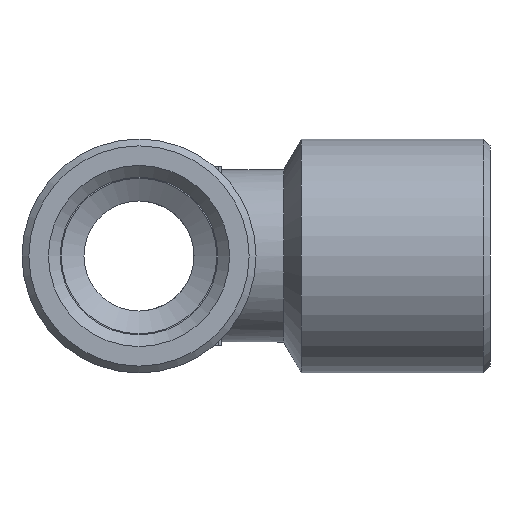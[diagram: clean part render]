
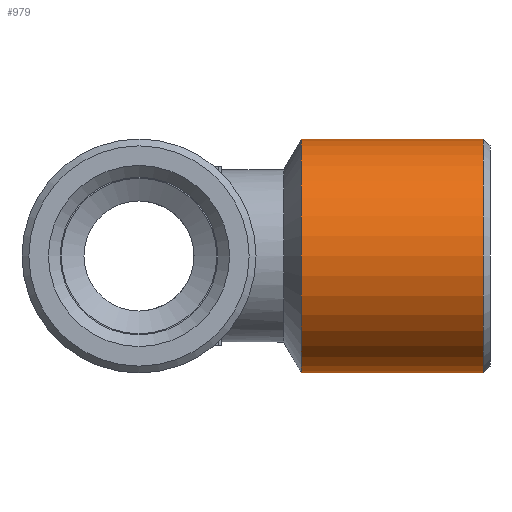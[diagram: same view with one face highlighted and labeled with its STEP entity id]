
A CAD part, left-side view. The second image highlights one B-rep face of the part: STEP entity #979.
In plain terms, the highlighted cylindrical face has radius 8.5 mm (diameter 17 mm), a full revolution.
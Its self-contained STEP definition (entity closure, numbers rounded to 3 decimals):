
#198=CIRCLE('',#1067,8.5);
#199=CIRCLE('',#1069,8.5);
#268=ORIENTED_EDGE('',*,*,#535,.F.);
#269=ORIENTED_EDGE('',*,*,#534,.T.);
#534=EDGE_CURVE('',#668,#668,#198,.T.);
#535=EDGE_CURVE('',#669,#669,#199,.T.);
#668=VERTEX_POINT('',#1550);
#669=VERTEX_POINT('',#1553);
#758=EDGE_LOOP('',(#268));
#759=EDGE_LOOP('',(#269));
#856=FACE_BOUND('',#758,.T.);
#857=FACE_BOUND('',#759,.T.);
#948=CYLINDRICAL_SURFACE('',#1068,8.5);
#979=ADVANCED_FACE('',(#856,#857),#948,.T.);
#1067=AXIS2_PLACEMENT_3D('',#1549,#1208,#1209);
#1068=AXIS2_PLACEMENT_3D('',#1551,#1210,#1211);
#1069=AXIS2_PLACEMENT_3D('',#1552,#1212,#1213);
#1208=DIRECTION('',(0.,1.,0.));
#1209=DIRECTION('',(0.,0.,1.));
#1210=DIRECTION('',(0.,1.,0.));
#1211=DIRECTION('',(0.,0.,1.));
#1212=DIRECTION('',(0.,1.,0.));
#1213=DIRECTION('',(0.,0.,1.));
#1549=CARTESIAN_POINT('',(0.,0.5,0.));
#1550=CARTESIAN_POINT('',(0.,0.5,8.5));
#1551=CARTESIAN_POINT('',(0.,25.5,0.));
#1552=CARTESIAN_POINT('',(0.,13.7,0.));
#1553=CARTESIAN_POINT('',(0.,13.7,8.5));
